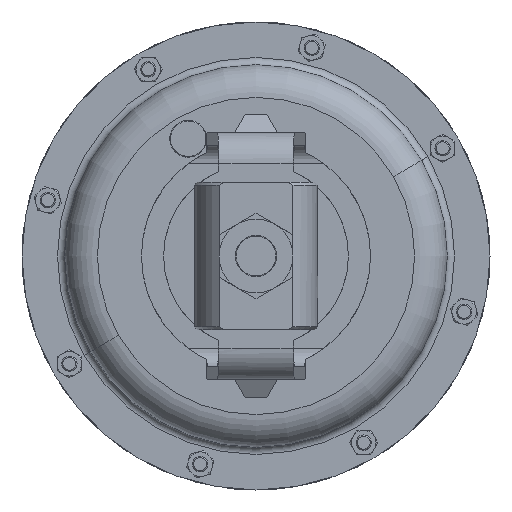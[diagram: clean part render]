
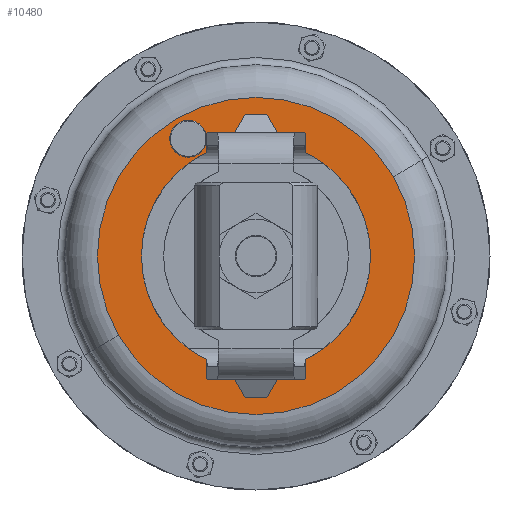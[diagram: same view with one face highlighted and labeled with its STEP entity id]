
A CAD part, front view. The second image highlights one B-rep face of the part: STEP entity #10480.
In plain terms, the highlighted planar face has unit normal (0, -1, 0).
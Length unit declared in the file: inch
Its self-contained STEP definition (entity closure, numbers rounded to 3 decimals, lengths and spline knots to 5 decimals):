
#461 = DIRECTION ( 'NONE',  ( 0.866, 0., 0.5 ) ) ;
#655 = EDGE_CURVE ( 'NONE', #1998, #7172, #11999, .T. ) ;
#1052 = DIRECTION ( 'NONE',  ( -0.922, 0., -0.387 ) ) ;
#1433 = EDGE_LOOP ( 'NONE', ( #3971, #5279 ) ) ;
#1998 = VERTEX_POINT ( 'NONE', #5686 ) ;
#2181 = AXIS2_PLACEMENT_3D ( 'NONE', #4758, #6927, #461 ) ;
#2249 = VERTEX_POINT ( 'NONE', #9495 ) ;
#2436 = ORIENTED_EDGE ( 'NONE', *, *, #655, .T. ) ;
#2445 = EDGE_LOOP ( 'NONE', ( #2680, #6184 ) ) ;
#2680 = ORIENTED_EDGE ( 'NONE', *, *, #6922, .F. ) ;
#2843 = VERTEX_POINT ( 'NONE', #12442 ) ;
#2866 = FACE_OUTER_BOUND ( 'NONE', #2445, .T. ) ;
#2911 = CARTESIAN_POINT ( 'NONE',  ( 0., 7.604, -2.325 ) ) ;
#3287 = CARTESIAN_POINT ( 'NONE',  ( 0., 7.604, 0. ) ) ;
#3486 = VERTEX_POINT ( 'NONE', #9554 ) ;
#3634 = AXIS2_PLACEMENT_3D ( 'NONE', #6443, #13985, #7553 ) ;
#3679 = PLANE ( 'NONE',  #2181 ) ;
#3733 = CARTESIAN_POINT ( 'NONE',  ( -1.375, 7.604, 2.38157 ) ) ;
#3922 = EDGE_CURVE ( 'NONE', #2843, #3486, #13158, .T. ) ;
#3971 = ORIENTED_EDGE ( 'NONE', *, *, #9013, .T. ) ;
#4370 = DIRECTION ( 'NONE',  ( 0., 0., -1. ) ) ;
#4371 = CIRCLE ( 'NONE', #5213, 2.325 ) ;
#4435 = AXIS2_PLACEMENT_3D ( 'NONE', #3287, #10838, #4370 ) ;
#4758 = CARTESIAN_POINT ( 'NONE',  ( -1.6095, 7.604, 2.78774 ) ) ;
#4798 = DIRECTION ( 'NONE',  ( -0.922, 0., -0.387 ) ) ;
#4993 = AXIS2_PLACEMENT_3D ( 'NONE', #13958, #7518, #1052 ) ;
#5213 = AXIS2_PLACEMENT_3D ( 'NONE', #11977, #5486, #13059 ) ;
#5279 = ORIENTED_EDGE ( 'NONE', *, *, #6013, .T. ) ;
#5486 = DIRECTION ( 'NONE',  ( 0., 1., 0. ) ) ;
#5686 = CARTESIAN_POINT ( 'NONE',  ( -1.02918, 7.604, 2.52661 ) ) ;
#6013 = EDGE_CURVE ( 'NONE', #2249, #13016, #6331, .T. ) ;
#6184 = ORIENTED_EDGE ( 'NONE', *, *, #3922, .F. ) ;
#6209 = CARTESIAN_POINT ( 'NONE',  ( 0., 7.604, 0. ) ) ;
#6331 = CIRCLE ( 'NONE', #4435, 2.325 ) ;
#6367 = FACE_BOUND ( 'NONE', #10852, .T. ) ;
#6443 = CARTESIAN_POINT ( 'NONE',  ( 0., 7.604, 0. ) ) ;
#6681 = CIRCLE ( 'NONE', #12864, 0.375 ) ;
#6922 = EDGE_CURVE ( 'NONE', #3486, #2843, #13904, .T. ) ;
#6927 = DIRECTION ( 'NONE',  ( 0., -1., 0. ) ) ;
#7172 = VERTEX_POINT ( 'NONE', #8964 ) ;
#7299 = DIRECTION ( 'NONE',  ( -0.866, 0., -0.5 ) ) ;
#7518 = DIRECTION ( 'NONE',  ( 0., 1., 0. ) ) ;
#7547 = ORIENTED_EDGE ( 'NONE', *, *, #12318, .T. ) ;
#7553 = DIRECTION ( 'NONE',  ( -0.866, 0., -0.5 ) ) ;
#8584 = FACE_BOUND ( 'NONE', #1433, .T. ) ;
#8964 = CARTESIAN_POINT ( 'NONE',  ( -1.72082, 7.604, 2.23653 ) ) ;
#9013 = EDGE_CURVE ( 'NONE', #13016, #2249, #4371, .T. ) ;
#9495 = CARTESIAN_POINT ( 'NONE',  ( 0., 7.604, 2.325 ) ) ;
#9506 = AXIS2_PLACEMENT_3D ( 'NONE', #6209, #13759, #7299 ) ;
#9554 = CARTESIAN_POINT ( 'NONE',  ( -2.78774, 7.604, -1.6095 ) ) ;
#10480 = ADVANCED_FACE ( 'NONE', ( #8584, #2866, #6367 ), #3679, .T. ) ;
#10838 = DIRECTION ( 'NONE',  ( 0., 1., 0. ) ) ;
#10852 = EDGE_LOOP ( 'NONE', ( #7547, #2436 ) ) ;
#11283 = DIRECTION ( 'NONE',  ( 0., 1., 0. ) ) ;
#11977 = CARTESIAN_POINT ( 'NONE',  ( 0., 7.604, 0. ) ) ;
#11999 = CIRCLE ( 'NONE', #4993, 0.375 ) ;
#12318 = EDGE_CURVE ( 'NONE', #7172, #1998, #6681, .T. ) ;
#12442 = CARTESIAN_POINT ( 'NONE',  ( 2.78774, 7.604, 1.6095 ) ) ;
#12864 = AXIS2_PLACEMENT_3D ( 'NONE', #3733, #11283, #4798 ) ;
#13016 = VERTEX_POINT ( 'NONE', #2911 ) ;
#13059 = DIRECTION ( 'NONE',  ( 0., 0., -1. ) ) ;
#13158 = CIRCLE ( 'NONE', #9506, 3.219 ) ;
#13759 = DIRECTION ( 'NONE',  ( 0., 1., 0. ) ) ;
#13904 = CIRCLE ( 'NONE', #3634, 3.219 ) ;
#13958 = CARTESIAN_POINT ( 'NONE',  ( -1.375, 7.604, 2.38157 ) ) ;
#13985 = DIRECTION ( 'NONE',  ( 0., 1., 0. ) ) ;
